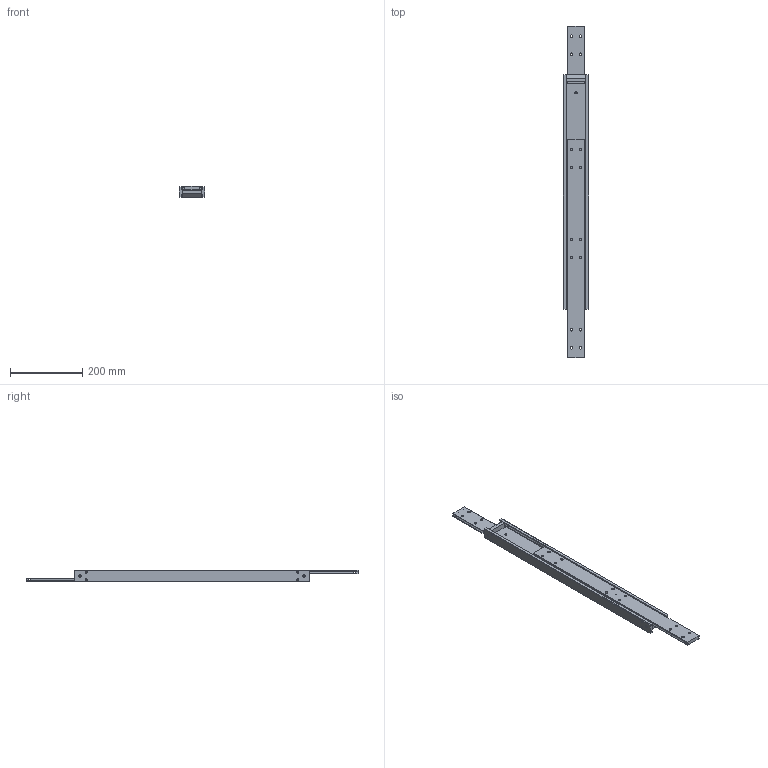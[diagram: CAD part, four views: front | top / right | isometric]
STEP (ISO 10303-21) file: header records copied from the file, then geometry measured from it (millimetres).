
FILE_DESCRIPTION(/* description */ ('SUPREME TR7032 - 650/650 (32) BILEX'),/* implementation_level */ '2;1');
FILE_NAME(/* name */ '13870S10B_01.stp',/* time_stamp */ '2023-06-29T10:52:10+02:00',/* author */ ('r.groen'),/* organization */ (''),/* preprocessor_version */ 'ST-DEVELOPER v18.1',/* originating_system */ 'Autodesk Inventor 2022',/* authorisation */ '');
FILE_SCHEMA (('AUTOMOTIVE_DESIGN { 1 0 10303 214 3 1 1 }'));
Length unit declared in the file: millimetre
Products named in the file (4): 13870S10B; 13870S10B MAIN; 13870S10B OUTER; 13870SxxB-01-STOPPER
Assembly tree (5 placements, depth 2):
  13870S10B
    13870S10B MAIN
    13870S10B OUTER  x2
    13870SxxB-01-STOPPER  x2
Bounding box: 70 x 920 x 32 mm (x, y, z)
Volume: 1031877.1 mm3; surface area: 315539.7 mm2
Topology: 5 solids, 7 shells, 144 faces, 387 edges, 259 vertices
Faces by surface type: plane 70, cylinder 69, cone 5
Full cylindrical faces by diameter (mm): 2 x1, 3 x2, 4.92 x4, 5 x4, 5.2 x4, 6 x6, 6.65 x28
Entity records: 3715 total; most frequent: CARTESIAN_POINT 978, DIRECTION 538, ORIENTED_EDGE 516, EDGE_CURVE 258, AXIS2_PLACEMENT_3D 195, VERTEX_POINT 175, EDGE_LOOP 157, LINE 148
